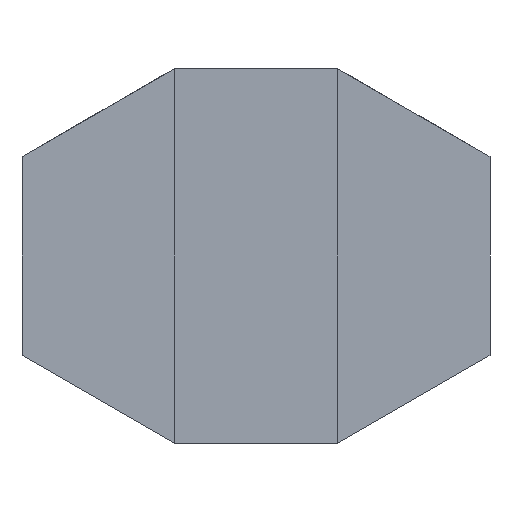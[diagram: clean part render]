
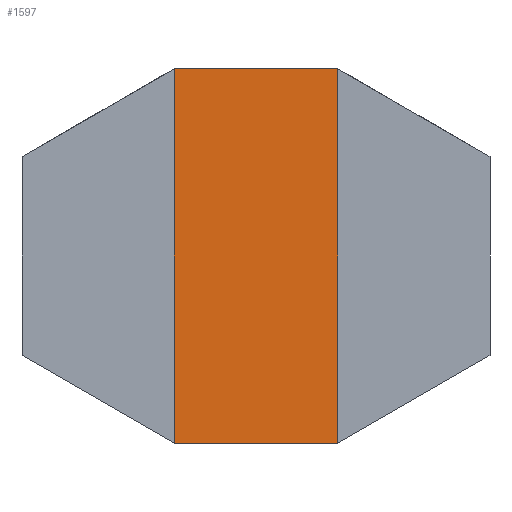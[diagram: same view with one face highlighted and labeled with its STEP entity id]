
A CAD part, front view. The second image highlights one B-rep face of the part: STEP entity #1597.
In plain terms, the highlighted planar face has unit normal (0, -1, 0).
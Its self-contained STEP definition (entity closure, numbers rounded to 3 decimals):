
#241 = CARTESIAN_POINT ( 'NONE',  ( -0.35, 0., 0.8 ) ) ;
#301 = VERTEX_POINT ( 'NONE', #2783 ) ;
#471 = LINE ( 'NONE', #241, #2780 ) ;
#500 = CARTESIAN_POINT ( 'NONE',  ( 0.35, 0., -0.8 ) ) ;
#583 = EDGE_CURVE ( 'NONE', #893, #2747, #700, .T. ) ;
#585 = LINE ( 'NONE', #675, #1759 ) ;
#658 = ORIENTED_EDGE ( 'NONE', *, *, #2735, .F. ) ;
#666 = DIRECTION ( 'NONE',  ( 0., 0., -1. ) ) ;
#671 = DIRECTION ( 'NONE',  ( -1., 0., 0. ) ) ;
#675 = CARTESIAN_POINT ( 'NONE',  ( 0.35, 0., -0.8 ) ) ;
#695 = VECTOR ( 'NONE', #2814, 1000. ) ;
#700 = LINE ( 'NONE', #1572, #2575 ) ;
#777 = DIRECTION ( 'NONE',  ( 0., 0., 1. ) ) ;
#893 = VERTEX_POINT ( 'NONE', #500 ) ;
#988 = CARTESIAN_POINT ( 'NONE',  ( -0.35, 0., 0.8 ) ) ;
#1067 = EDGE_LOOP ( 'NONE', ( #2859, #658, #2711, #2805 ) ) ;
#1172 = EDGE_CURVE ( 'NONE', #1760, #301, #2794, .T. ) ;
#1221 = FACE_OUTER_BOUND ( 'NONE', #1067, .T. ) ;
#1478 = CARTESIAN_POINT ( 'NONE',  ( -0.35, 0., 0.8 ) ) ;
#1572 = CARTESIAN_POINT ( 'NONE',  ( -0.35, 0., -0.8 ) ) ;
#1597 = ADVANCED_FACE ( 'NONE', ( #1221 ), #1730, .F. ) ;
#1730 = PLANE ( 'NONE',  #2047 ) ;
#1759 = VECTOR ( 'NONE', #666, 1000. ) ;
#1760 = VERTEX_POINT ( 'NONE', #988 ) ;
#1820 = DIRECTION ( 'NONE',  ( 0., 0., 1. ) ) ;
#2047 = AXIS2_PLACEMENT_3D ( 'NONE', #2595, #2132, #777 ) ;
#2132 = DIRECTION ( 'NONE',  ( 0., 1., 0. ) ) ;
#2327 = CARTESIAN_POINT ( 'NONE',  ( -0.35, 0., -0.8 ) ) ;
#2575 = VECTOR ( 'NONE', #671, 1000. ) ;
#2595 = CARTESIAN_POINT ( 'NONE',  ( 0., 0., 0. ) ) ;
#2711 = ORIENTED_EDGE ( 'NONE', *, *, #583, .F. ) ;
#2735 = EDGE_CURVE ( 'NONE', #2747, #1760, #471, .T. ) ;
#2747 = VERTEX_POINT ( 'NONE', #2327 ) ;
#2780 = VECTOR ( 'NONE', #1820, 1000. ) ;
#2783 = CARTESIAN_POINT ( 'NONE',  ( 0.35, 0., 0.8 ) ) ;
#2794 = LINE ( 'NONE', #1478, #695 ) ;
#2805 = ORIENTED_EDGE ( 'NONE', *, *, #2847, .F. ) ;
#2814 = DIRECTION ( 'NONE',  ( 1., 0., 0. ) ) ;
#2847 = EDGE_CURVE ( 'NONE', #301, #893, #585, .T. ) ;
#2859 = ORIENTED_EDGE ( 'NONE', *, *, #1172, .F. ) ;
